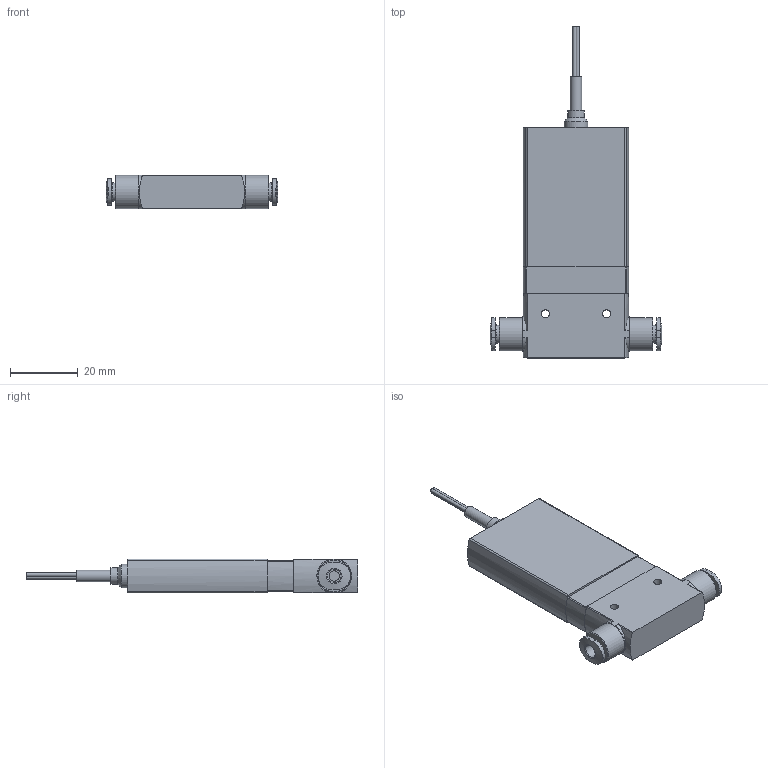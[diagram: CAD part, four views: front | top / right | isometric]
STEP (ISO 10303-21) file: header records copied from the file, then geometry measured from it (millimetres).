
FILE_DESCRIPTION(/* description */ ('STEP AP214'),/* implementation_level */ '2;1');
FILE_NAME(/* name */ '565515_MHJ10-S-25-QS-4-MF',/* time_stamp */ '2024-09-06T14:19:52+02:00',/* author */ ('License CC BY-ND 4.0'),/* organization */ ('CADENAS'),/* preprocessor_version */ 'ST-DEVELOPER v19.3',/* originating_system */ 'PARTsolutions',/* authorisation */ ' ');
FILE_SCHEMA (('AUTOMOTIVE_DESIGN {1 0 10303 214 3 1 1}'));
Length unit declared in the file: millimetre
Products named in the file (4): 565515 MHJ10-S-2.5-QS-4-MF; 936192 MHJ10-MF; 717990 MHJ10-S-K-QS-4; 172972 QSP10-4
Assembly tree (4 placements, depth 2):
  565515 MHJ10-S-2.5-QS-4-MF
    936192 MHJ10-MF
    717990 MHJ10-S-K-QS-4
    172972 QSP10-4  x2
Bounding box: 50.5 x 97.8 x 10 mm (x, y, z)
Volume: 21214.6 mm3; surface area: 9578.8 mm2
Topology: 4 solids, 4 shells, 165 faces, 349 edges, 225 vertices
Faces by surface type: cylinder 78, plane 61, cone 16, torus 10
Full cylindrical faces by diameter (mm): 1.65 x4, 2.4 x2, 3 x2, 3.2 x3, 3.3 x1, 3.4 x1, 4 x2, 5 x1, 5.4 x2, 5.6 x4, 7 x3, 7.2 x2, 7.8 x4, 9 x6, 9.8 x2
Entity records: 4115 total; most frequent: CARTESIAN_POINT 646, DIRECTION 615, ORIENTED_EDGE 476, AXIS2_PLACEMENT_3D 264, EDGE_CURVE 238, EDGE_LOOP 201, FACE_BOUND 201, VERTEX_POINT 179
